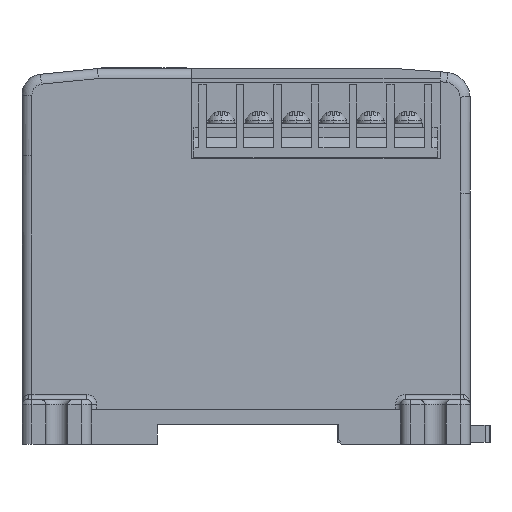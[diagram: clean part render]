
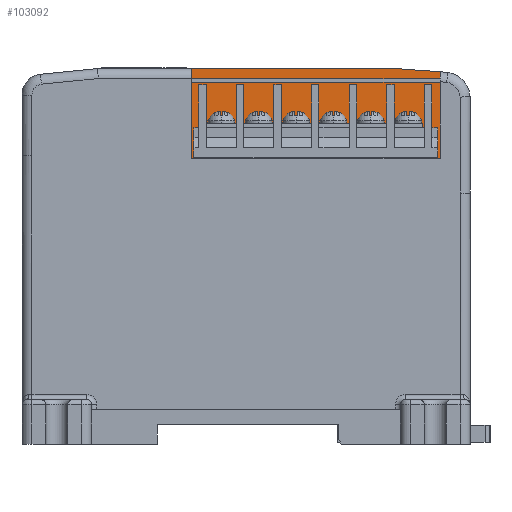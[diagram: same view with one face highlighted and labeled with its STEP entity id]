
A CAD part, left-side view. The second image highlights one B-rep face of the part: STEP entity #103092.
In plain terms, the highlighted planar face has unit normal (-1, 0, 0).
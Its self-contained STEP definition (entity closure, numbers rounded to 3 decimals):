
#8453 = VERTEX_POINT ( 'NONE', #90150 ) ;
#8558 = EDGE_CURVE ( 'NONE', #8559, #8453, #90271, .T. ) ;
#8559 = VERTEX_POINT ( 'NONE', #90267 ) ;
#43330 = VERTEX_POINT ( 'NONE', #66269 ) ;
#66269 = CARTESIAN_POINT ( 'NONE',  ( -150.239, -26.56, 36.895 ) ) ;
#90150 = CARTESIAN_POINT ( 'NONE',  ( -150.239, 23.44, 37.549 ) ) ;
#90267 = CARTESIAN_POINT ( 'NONE',  ( -150.239, -17.615, 37.549 ) ) ;
#90268 = DIRECTION ( 'NONE',  ( 0., 1., 0. ) ) ;
#90269 = VECTOR ( 'NONE', #90268, 1000. ) ;
#90270 = CARTESIAN_POINT ( 'NONE',  ( -150.239, -26.56, 37.549 ) ) ;
#90271 = LINE ( 'NONE', #90270, #90269 ) ;
#103044 = EDGE_CURVE ( 'NONE', #43330, #8559, #121860, .T. ) ;
#103060 = ORIENTED_EDGE ( 'NONE', *, *, #103062, .T. ) ;
#103062 = EDGE_CURVE ( 'NONE', #103104, #43330, #121917, .T. ) ;
#103084 = VERTEX_POINT ( 'NONE', #122007 ) ;
#103089 = EDGE_CURVE ( 'NONE', #103084, #8453, #122119, .T. ) ;
#103092 = ADVANCED_FACE ( 'NONE', ( #122112 ), #122072, .F. ) ;
#103096 = EDGE_LOOP ( 'NONE', ( #103098, #103099, #103100, #103101, #103060 ) ) ;
#103098 = ORIENTED_EDGE ( 'NONE', *, *, #103044, .T. ) ;
#103099 = ORIENTED_EDGE ( 'NONE', *, *, #8558, .T. ) ;
#103100 = ORIENTED_EDGE ( 'NONE', *, *, #103089, .F. ) ;
#103101 = ORIENTED_EDGE ( 'NONE', *, *, #103103, .F. ) ;
#103103 = EDGE_CURVE ( 'NONE', #103104, #103084, #122169, .T. ) ;
#103104 = VERTEX_POINT ( 'NONE', #122160 ) ;
#121854 = DIRECTION ( 'NONE',  ( 0., 0.997, 0.073 ) ) ;
#121855 = VECTOR ( 'NONE', #121854, 1000. ) ;
#121856 = CARTESIAN_POINT ( 'NONE',  ( -150.239, -17.615, 37.549 ) ) ;
#121860 = LINE ( 'NONE', #121856, #121855 ) ;
#121914 = DIRECTION ( 'NONE',  ( 0., 0., 1. ) ) ;
#121915 = VECTOR ( 'NONE', #121914, 1000. ) ;
#121916 = CARTESIAN_POINT ( 'NONE',  ( -150.239, -26.56, 19.549 ) ) ;
#121917 = LINE ( 'NONE', #121916, #121915 ) ;
#122007 = CARTESIAN_POINT ( 'NONE',  ( -150.239, 23.44, 19.549 ) ) ;
#122063 = DIRECTION ( 'NONE',  ( 0., 0., -1. ) ) ;
#122065 = DIRECTION ( 'NONE',  ( 1., 0., 0. ) ) ;
#122066 = CARTESIAN_POINT ( 'NONE',  ( -150.239, -26.56, 19.549 ) ) ;
#122067 = AXIS2_PLACEMENT_3D ( 'NONE', #122066, #122065, #122063 ) ;
#122072 = PLANE ( 'NONE',  #122067 ) ;
#122112 = FACE_OUTER_BOUND ( 'NONE', #103096, .T. ) ;
#122114 = DIRECTION ( 'NONE',  ( 0., 0., 1. ) ) ;
#122116 = VECTOR ( 'NONE', #122114, 1000. ) ;
#122118 = CARTESIAN_POINT ( 'NONE',  ( -150.239, 23.44, 19.549 ) ) ;
#122119 = LINE ( 'NONE', #122118, #122116 ) ;
#122160 = CARTESIAN_POINT ( 'NONE',  ( -150.239, -26.56, 19.549 ) ) ;
#122162 = DIRECTION ( 'NONE',  ( 0., 1., 0. ) ) ;
#122164 = VECTOR ( 'NONE', #122162, 1000. ) ;
#122167 = CARTESIAN_POINT ( 'NONE',  ( -150.239, -26.56, 19.549 ) ) ;
#122169 = LINE ( 'NONE', #122167, #122164 ) ;
